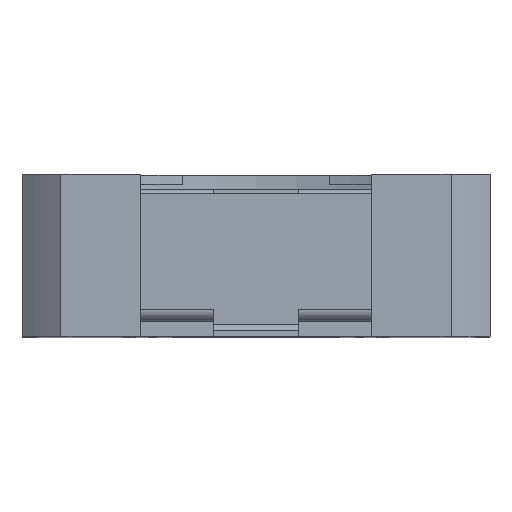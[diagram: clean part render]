
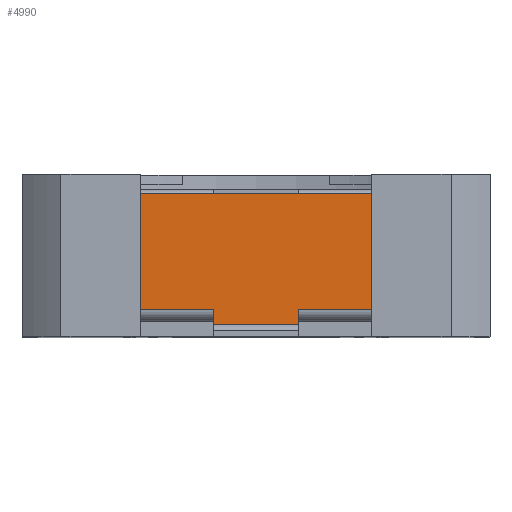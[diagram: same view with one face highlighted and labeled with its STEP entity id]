
A CAD part, top view. The second image highlights one B-rep face of the part: STEP entity #4990.
In plain terms, the highlighted planar face has unit normal (0, 0, 1).
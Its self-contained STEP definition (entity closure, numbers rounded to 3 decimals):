
#192 = VECTOR ( 'NONE', #7129, 1000. ) ;
#225 = EDGE_CURVE ( 'NONE', #2288, #745, #5340, .T. ) ;
#248 = ORIENTED_EDGE ( 'NONE', *, *, #4137, .F. ) ;
#406 = CARTESIAN_POINT ( 'NONE',  ( 5.5, 0.9, 11.7 ) ) ;
#437 = CARTESIAN_POINT ( 'NONE',  ( -5.5, 4.75, 11.7 ) ) ;
#460 = CARTESIAN_POINT ( 'NONE',  ( 1.43, 0.9, 11.7 ) ) ;
#478 = DIRECTION ( 'NONE',  ( -1., 0., 0. ) ) ;
#485 = DIRECTION ( 'NONE',  ( -1., 0., 0. ) ) ;
#745 = VERTEX_POINT ( 'NONE', #4753 ) ;
#783 = CARTESIAN_POINT ( 'NONE',  ( 5.5, 0.9, 11.7 ) ) ;
#852 = EDGE_CURVE ( 'NONE', #908, #6996, #8605, .T. ) ;
#908 = VERTEX_POINT ( 'NONE', #3941 ) ;
#1017 = VERTEX_POINT ( 'NONE', #3852 ) ;
#1022 = EDGE_CURVE ( 'NONE', #6996, #1017, #5480, .T. ) ;
#1075 = DIRECTION ( 'NONE',  ( 0., -1., 0. ) ) ;
#1118 = VERTEX_POINT ( 'NONE', #6117 ) ;
#1375 = EDGE_CURVE ( 'NONE', #9072, #745, #7762, .T. ) ;
#1876 = EDGE_CURVE ( 'NONE', #5973, #9072, #1932, .T. ) ;
#1913 = CARTESIAN_POINT ( 'NONE',  ( 3.623, 0.4, 11.7 ) ) ;
#1932 = LINE ( 'NONE', #460, #7085 ) ;
#2121 = ORIENTED_EDGE ( 'NONE', *, *, #1022, .T. ) ;
#2242 = LINE ( 'NONE', #406, #5770 ) ;
#2288 = VERTEX_POINT ( 'NONE', #9168 ) ;
#2835 = EDGE_CURVE ( 'NONE', #1118, #5973, #4013, .T. ) ;
#2974 = ORIENTED_EDGE ( 'NONE', *, *, #1375, .F. ) ;
#3129 = CARTESIAN_POINT ( 'NONE',  ( 1.43, 0.9, 11.7 ) ) ;
#3332 = ORIENTED_EDGE ( 'NONE', *, *, #852, .T. ) ;
#3454 = CARTESIAN_POINT ( 'NONE',  ( 1.43, 0.4, 11.7 ) ) ;
#3500 = VECTOR ( 'NONE', #3750, 1000. ) ;
#3638 = ORIENTED_EDGE ( 'NONE', *, *, #225, .T. ) ;
#3750 = DIRECTION ( 'NONE',  ( 0., -1., 0. ) ) ;
#3852 = CARTESIAN_POINT ( 'NONE',  ( -5.5, 0.9, 11.7 ) ) ;
#3941 = CARTESIAN_POINT ( 'NONE',  ( 5.5, 4.75, 11.7 ) ) ;
#3979 = DIRECTION ( 'NONE',  ( -1., 0., 0. ) ) ;
#4013 = LINE ( 'NONE', #783, #192 ) ;
#4085 = CARTESIAN_POINT ( 'NONE',  ( 5.5, 0.9, 11.7 ) ) ;
#4137 = EDGE_CURVE ( 'NONE', #908, #1118, #7476, .T. ) ;
#4190 = VECTOR ( 'NONE', #8945, 1000. ) ;
#4358 = ORIENTED_EDGE ( 'NONE', *, *, #7367, .F. ) ;
#4472 = DIRECTION ( 'NONE',  ( 0., -1., 0. ) ) ;
#4746 = DIRECTION ( 'NONE',  ( 0., 0., -1. ) ) ;
#4753 = CARTESIAN_POINT ( 'NONE',  ( -1.43, 0.4, 11.7 ) ) ;
#4990 = ADVANCED_FACE ( 'NONE', ( #9026 ), #5423, .F. ) ;
#5100 = VECTOR ( 'NONE', #8145, 1000. ) ;
#5246 = AXIS2_PLACEMENT_3D ( 'NONE', #8913, #4746, #478 ) ;
#5340 = LINE ( 'NONE', #8096, #3500 ) ;
#5423 = PLANE ( 'NONE',  #5246 ) ;
#5434 = ORIENTED_EDGE ( 'NONE', *, *, #2835, .F. ) ;
#5480 = LINE ( 'NONE', #8825, #7112 ) ;
#5770 = VECTOR ( 'NONE', #3979, 1000. ) ;
#5914 = VECTOR ( 'NONE', #485, 1000. ) ;
#5973 = VERTEX_POINT ( 'NONE', #3129 ) ;
#6117 = CARTESIAN_POINT ( 'NONE',  ( 5.5, 0.9, 11.7 ) ) ;
#6340 = EDGE_LOOP ( 'NONE', ( #2121, #4358, #3638, #2974, #7963, #5434, #248, #3332 ) ) ;
#6954 = CARTESIAN_POINT ( 'NONE',  ( 5.5, 4.75, 11.7 ) ) ;
#6996 = VERTEX_POINT ( 'NONE', #437 ) ;
#7085 = VECTOR ( 'NONE', #4472, 1000. ) ;
#7112 = VECTOR ( 'NONE', #1075, 1000. ) ;
#7129 = DIRECTION ( 'NONE',  ( -1., 0., 0. ) ) ;
#7367 = EDGE_CURVE ( 'NONE', #2288, #1017, #2242, .T. ) ;
#7476 = LINE ( 'NONE', #4085, #4190 ) ;
#7762 = LINE ( 'NONE', #1913, #5914 ) ;
#7963 = ORIENTED_EDGE ( 'NONE', *, *, #1876, .F. ) ;
#8096 = CARTESIAN_POINT ( 'NONE',  ( -1.43, 0.9, 11.7 ) ) ;
#8145 = DIRECTION ( 'NONE',  ( -1., 0., 0. ) ) ;
#8605 = LINE ( 'NONE', #6954, #5100 ) ;
#8825 = CARTESIAN_POINT ( 'NONE',  ( -5.5, 0.9, 11.7 ) ) ;
#8913 = CARTESIAN_POINT ( 'NONE',  ( 5.5, 0.9, 11.7 ) ) ;
#8945 = DIRECTION ( 'NONE',  ( 0., -1., 0. ) ) ;
#9026 = FACE_OUTER_BOUND ( 'NONE', #6340, .T. ) ;
#9072 = VERTEX_POINT ( 'NONE', #3454 ) ;
#9168 = CARTESIAN_POINT ( 'NONE',  ( -1.43, 0.9, 11.7 ) ) ;
